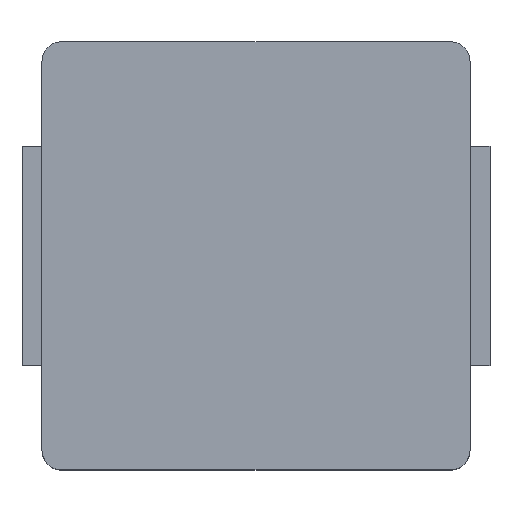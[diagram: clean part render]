
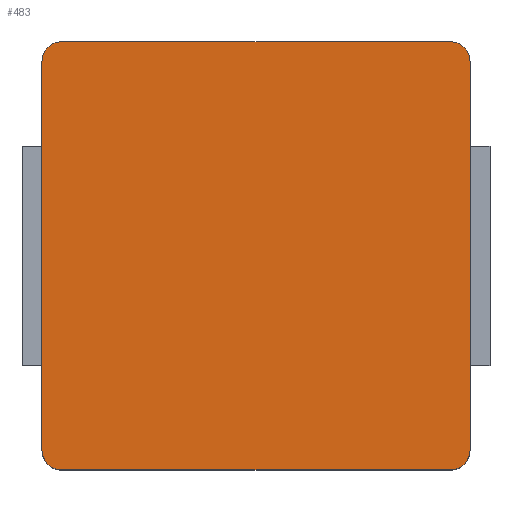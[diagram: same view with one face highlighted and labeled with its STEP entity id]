
A CAD part, top view. The second image highlights one B-rep face of the part: STEP entity #483.
In plain terms, the highlighted planar face has unit normal (0, 0, 1).
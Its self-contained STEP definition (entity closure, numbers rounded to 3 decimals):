
#32=PLANE($,#528);
#59=FACE_OUTER_BOUND($,#87,.T.);
#87=EDGE_LOOP($,(#402,#403,#404,#405,#406,#407,#408,#409));
#120=LINE($,#735,#174);
#124=LINE($,#747,#178);
#128=LINE($,#759,#182);
#132=LINE($,#769,#186);
#174=VECTOR($,#595,3.9);
#178=VECTOR($,#607,3.9);
#182=VECTOR($,#619,3.9);
#186=VECTOR($,#631,3.9);
#209=CIRCLE($,#514,0.2);
#211=CIRCLE($,#518,0.2);
#213=CIRCLE($,#522,0.2);
#215=CIRCLE($,#526,0.2);
#234=VERTEX_POINT($,#726);
#235=VERTEX_POINT($,#728);
#237=VERTEX_POINT($,#734);
#239=VERTEX_POINT($,#740);
#241=VERTEX_POINT($,#746);
#243=VERTEX_POINT($,#752);
#245=VERTEX_POINT($,#758);
#247=VERTEX_POINT($,#764);
#285=EDGE_CURVE($,#235,#234,#209,.T.);
#288=EDGE_CURVE($,#237,#235,#120,.T.);
#291=EDGE_CURVE($,#239,#237,#211,.T.);
#294=EDGE_CURVE($,#241,#239,#124,.T.);
#297=EDGE_CURVE($,#243,#241,#213,.T.);
#300=EDGE_CURVE($,#245,#243,#128,.T.);
#303=EDGE_CURVE($,#247,#245,#215,.T.);
#306=EDGE_CURVE($,#234,#247,#132,.T.);
#402=ORIENTED_EDGE($,*,*,#306,.T.);
#403=ORIENTED_EDGE($,*,*,#303,.T.);
#404=ORIENTED_EDGE($,*,*,#300,.T.);
#405=ORIENTED_EDGE($,*,*,#297,.T.);
#406=ORIENTED_EDGE($,*,*,#294,.T.);
#407=ORIENTED_EDGE($,*,*,#291,.T.);
#408=ORIENTED_EDGE($,*,*,#288,.T.);
#409=ORIENTED_EDGE($,*,*,#285,.T.);
#483=ADVANCED_FACE($,(#59),#32,.T.);
#514=AXIS2_PLACEMENT_3D($,#729,#589,#590);
#518=AXIS2_PLACEMENT_3D($,#741,#601,#602);
#522=AXIS2_PLACEMENT_3D($,#753,#613,#614);
#526=AXIS2_PLACEMENT_3D($,#765,#625,#626);
#528=AXIS2_PLACEMENT_3D($,#770,#632,#633);
#589=DIRECTION('center_axis',(0.,0.,1.));
#590=DIRECTION('ref_axis',(0.,1.,0.));
#595=DIRECTION($,(-1.,0.,0.));
#601=DIRECTION('center_axis',(0.,0.,1.));
#602=DIRECTION('ref_axis',(1.,0.,0.));
#607=DIRECTION($,(0.,1.,0.));
#613=DIRECTION('center_axis',(0.,0.,1.));
#614=DIRECTION('ref_axis',(0.,-1.,0.));
#619=DIRECTION($,(1.,0.,0.));
#625=DIRECTION('center_axis',(0.,0.,1.));
#626=DIRECTION('ref_axis',(-1.,0.,0.));
#631=DIRECTION($,(0.,-1.,0.));
#632=DIRECTION('center_axis',(0.,0.,1.));
#633=DIRECTION('ref_axis',(1.,0.,0.));
#726=CARTESIAN_POINT('',(-2.15,1.95,2.));
#728=CARTESIAN_POINT('',(-1.95,2.15,2.));
#729=CARTESIAN_POINT('Origin',(-1.95,1.95,2.));
#734=CARTESIAN_POINT('',(1.95,2.15,2.));
#735=CARTESIAN_POINT($,(3.35,2.15,2.));
#740=CARTESIAN_POINT('',(2.15,1.95,2.));
#741=CARTESIAN_POINT('Origin',(1.95,1.95,2.));
#746=CARTESIAN_POINT('',(2.15,-1.95,2.));
#747=CARTESIAN_POINT($,(2.15,-3.15,2.));
#752=CARTESIAN_POINT('',(1.95,-2.15,2.));
#753=CARTESIAN_POINT('Origin',(1.95,-1.95,2.));
#758=CARTESIAN_POINT('',(-1.95,-2.15,2.));
#759=CARTESIAN_POINT($,(-3.35,-2.15,2.));
#764=CARTESIAN_POINT('',(-2.15,-1.95,2.));
#765=CARTESIAN_POINT('Origin',(-1.95,-1.95,2.));
#769=CARTESIAN_POINT($,(-2.15,3.15,2.));
#770=CARTESIAN_POINT('Origin',(0.,0.,2.));
